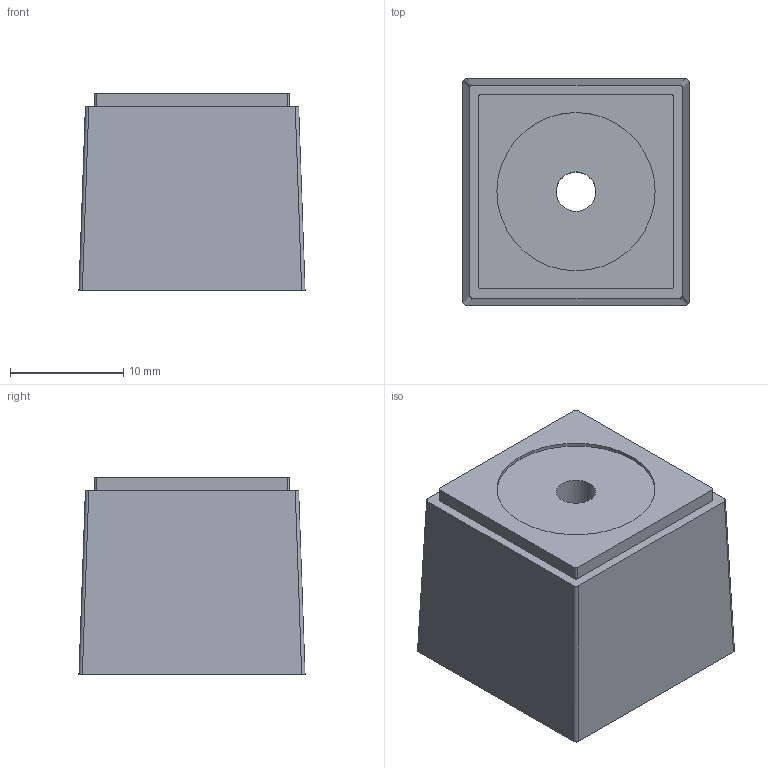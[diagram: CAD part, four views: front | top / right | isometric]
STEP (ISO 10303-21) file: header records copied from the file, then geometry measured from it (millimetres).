
FILE_DESCRIPTION(('CATIA V5 STEP Exchange','CAx-IF Rec.Pracs.--- Model Styling and Organization---1.2---2011-12-15'),'2;1');
FILE_NAME ('D1463410_0_2584730000_2584730000.stp','2018-05-17T10:52:11+00:00',('none'),('Weidmueller'),'CATIA Version 5-6 Release 2014','CATIA V5 STEP AP214','none');
FILE_SCHEMA(('AUTOMOTIVE_DESIGN { 1 0 10303 214 1 1 1 1 }'));
Length unit declared in the file: millimetre
Products named in the file (1): 2584730000_CABTITE_SE_3-4_SML
Bounding box: 20 x 20 x 17.5 mm (x, y, z)
Volume: 6254.7 mm3; surface area: 2290.1 mm2
Topology: 1 solids, 1 shells, 27 faces, 66 edges, 44 vertices
Faces by surface type: cylinder 14, plane 13
Entity records: 866 total; most frequent: CARTESIAN_POINT 214, ORIENTED_EDGE 132, DIRECTION 112, EDGE_CURVE 66, AXIS2_PLACEMENT_3D 48, VERTEX_POINT 44, VECTOR 38, LINE 38
